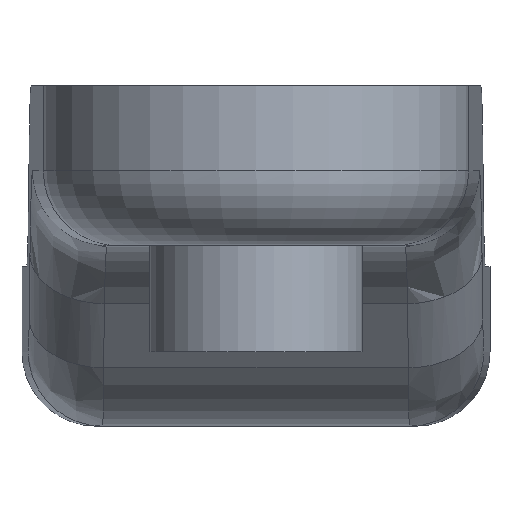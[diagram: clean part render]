
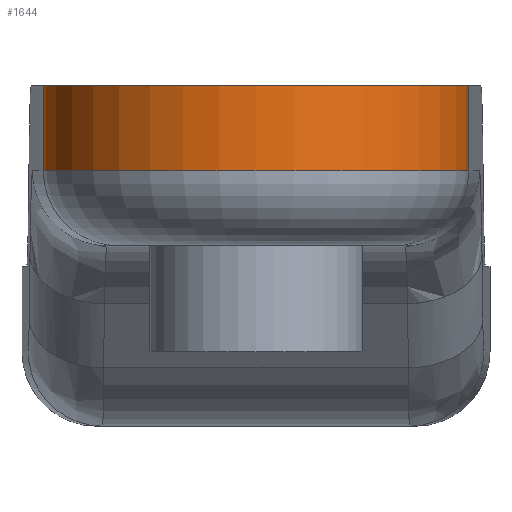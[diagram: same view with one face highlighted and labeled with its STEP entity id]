
A CAD part, left-side view. The second image highlights one B-rep face of the part: STEP entity #1644.
In plain terms, the highlighted cylindrical face has radius 10 mm (diameter 20 mm), a partial arc.
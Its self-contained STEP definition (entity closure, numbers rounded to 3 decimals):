
#192 = TOROIDAL_SURFACE('',#193,6.5,3.5);
#193 = AXIS2_PLACEMENT_3D('',#194,#195,#196);
#194 = CARTESIAN_POINT('',(0.,0.,-14.));
#195 = DIRECTION('',(0.,0.,-1.));
#196 = DIRECTION('',(0.,-1.,0.));
#508 = VERTEX_POINT('',#509);
#509 = CARTESIAN_POINT('',(0.,-10.,-14.));
#543 = PLANE('',#544);
#544 = AXIS2_PLACEMENT_3D('',#545,#546,#547);
#545 = CARTESIAN_POINT('',(69.843,-10.999,-10.));
#546 = DIRECTION('',(0.014,1.,0.));
#547 = DIRECTION('',(-1.,0.014,-0.));
#559 = VERTEX_POINT('',#560);
#560 = CARTESIAN_POINT('',(0.,10.,-14.));
#637 = PLANE('',#638);
#638 = AXIS2_PLACEMENT_3D('',#639,#640,#641);
#639 = CARTESIAN_POINT('',(0.,10.,-10.));
#640 = DIRECTION('',(0.014,-1.,0.));
#641 = DIRECTION('',(1.,0.014,0.));
#653 = EDGE_CURVE('',#508,#559,#654,.T.);
#654 = SURFACE_CURVE('',#655,(#660,#667),.PCURVE_S1.);
#655 = CIRCLE('',#656,10.);
#656 = AXIS2_PLACEMENT_3D('',#657,#658,#659);
#657 = CARTESIAN_POINT('',(0.,0.,-14.));
#658 = DIRECTION('',(0.,0.,-1.));
#659 = DIRECTION('',(0.,-1.,0.));
#660 = PCURVE('',#192,#661);
#661 = DEFINITIONAL_REPRESENTATION('',(#662),#666);
#662 = LINE('',#663,#664);
#663 = CARTESIAN_POINT('',(0.,0.));
#664 = VECTOR('',#665,1.);
#665 = DIRECTION('',(1.,0.));
#666 = ( GEOMETRIC_REPRESENTATION_CONTEXT(2) 
PARAMETRIC_REPRESENTATION_CONTEXT() REPRESENTATION_CONTEXT('2D SPACE',''
  ) );
#667 = PCURVE('',#668,#673);
#668 = CYLINDRICAL_SURFACE('',#669,10.);
#669 = AXIS2_PLACEMENT_3D('',#670,#671,#672);
#670 = CARTESIAN_POINT('',(0.,0.,-10.));
#671 = DIRECTION('',(-0.,0.,1.));
#672 = DIRECTION('',(1.,0.,0.));
#673 = DEFINITIONAL_REPRESENTATION('',(#674),#678);
#674 = LINE('',#675,#676);
#675 = CARTESIAN_POINT('',(-1.571,-4.));
#676 = VECTOR('',#677,1.);
#677 = DIRECTION('',(-1.,0.));
#678 = ( GEOMETRIC_REPRESENTATION_CONTEXT(2) 
PARAMETRIC_REPRESENTATION_CONTEXT() REPRESENTATION_CONTEXT('2D SPACE',''
  ) );
#702 = PLANE('',#703);
#703 = AXIS2_PLACEMENT_3D('',#704,#705,#706);
#704 = CARTESIAN_POINT('',(17.329,0.,-10.));
#705 = DIRECTION('',(0.,0.,1.));
#706 = DIRECTION('',(0.,1.,0.));
#997 = EDGE_CURVE('',#998,#508,#1000,.T.);
#998 = VERTEX_POINT('',#999);
#999 = CARTESIAN_POINT('',(0.,-10.,-10.));
#1000 = SURFACE_CURVE('',#1001,(#1005,#1012),.PCURVE_S1.);
#1001 = LINE('',#1002,#1003);
#1002 = CARTESIAN_POINT('',(0.,-10.,-10.));
#1003 = VECTOR('',#1004,1.);
#1004 = DIRECTION('',(0.,0.,-1.));
#1005 = PCURVE('',#543,#1006);
#1006 = DEFINITIONAL_REPRESENTATION('',(#1007),#1011);
#1007 = LINE('',#1008,#1009);
#1008 = CARTESIAN_POINT('',(69.85,-0.));
#1009 = VECTOR('',#1010,1.);
#1010 = DIRECTION('',(0.,-1.));
#1011 = ( GEOMETRIC_REPRESENTATION_CONTEXT(2) 
PARAMETRIC_REPRESENTATION_CONTEXT() REPRESENTATION_CONTEXT('2D SPACE',''
  ) );
#1012 = PCURVE('',#668,#1013);
#1013 = DEFINITIONAL_REPRESENTATION('',(#1014),#1018);
#1014 = LINE('',#1015,#1016);
#1015 = CARTESIAN_POINT('',(-1.571,0.));
#1016 = VECTOR('',#1017,1.);
#1017 = DIRECTION('',(-0.,-1.));
#1018 = ( GEOMETRIC_REPRESENTATION_CONTEXT(2) 
PARAMETRIC_REPRESENTATION_CONTEXT() REPRESENTATION_CONTEXT('2D SPACE',''
  ) );
#1463 = VERTEX_POINT('',#1464);
#1464 = CARTESIAN_POINT('',(0.,10.,-10.));
#1485 = EDGE_CURVE('',#1463,#559,#1486,.T.);
#1486 = SURFACE_CURVE('',#1487,(#1491,#1498),.PCURVE_S1.);
#1487 = LINE('',#1488,#1489);
#1488 = CARTESIAN_POINT('',(0.,10.,-10.));
#1489 = VECTOR('',#1490,1.);
#1490 = DIRECTION('',(0.,0.,-1.));
#1491 = PCURVE('',#637,#1492);
#1492 = DEFINITIONAL_REPRESENTATION('',(#1493),#1497);
#1493 = LINE('',#1494,#1495);
#1494 = CARTESIAN_POINT('',(0.,0.));
#1495 = VECTOR('',#1496,1.);
#1496 = DIRECTION('',(0.,-1.));
#1497 = ( GEOMETRIC_REPRESENTATION_CONTEXT(2) 
PARAMETRIC_REPRESENTATION_CONTEXT() REPRESENTATION_CONTEXT('2D SPACE',''
  ) );
#1498 = PCURVE('',#668,#1499);
#1499 = DEFINITIONAL_REPRESENTATION('',(#1500),#1504);
#1500 = LINE('',#1501,#1502);
#1501 = CARTESIAN_POINT('',(-4.712,0.));
#1502 = VECTOR('',#1503,1.);
#1503 = DIRECTION('',(-0.,-1.));
#1504 = ( GEOMETRIC_REPRESENTATION_CONTEXT(2) 
PARAMETRIC_REPRESENTATION_CONTEXT() REPRESENTATION_CONTEXT('2D SPACE',''
  ) );
#1644 = ADVANCED_FACE('',(#1645),#668,.T.);
#1645 = FACE_BOUND('',#1646,.F.);
#1646 = EDGE_LOOP('',(#1647,#1648,#1674,#1675));
#1647 = ORIENTED_EDGE('',*,*,#1485,.F.);
#1648 = ORIENTED_EDGE('',*,*,#1649,.F.);
#1649 = EDGE_CURVE('',#998,#1463,#1650,.T.);
#1650 = SURFACE_CURVE('',#1651,(#1656,#1663),.PCURVE_S1.);
#1651 = CIRCLE('',#1652,10.);
#1652 = AXIS2_PLACEMENT_3D('',#1653,#1654,#1655);
#1653 = CARTESIAN_POINT('',(0.,0.,-10.));
#1654 = DIRECTION('',(0.,0.,-1.));
#1655 = DIRECTION('',(1.,0.,0.));
#1656 = PCURVE('',#668,#1657);
#1657 = DEFINITIONAL_REPRESENTATION('',(#1658),#1662);
#1658 = LINE('',#1659,#1660);
#1659 = CARTESIAN_POINT('',(-0.,0.));
#1660 = VECTOR('',#1661,1.);
#1661 = DIRECTION('',(-1.,0.));
#1662 = ( GEOMETRIC_REPRESENTATION_CONTEXT(2) 
PARAMETRIC_REPRESENTATION_CONTEXT() REPRESENTATION_CONTEXT('2D SPACE',''
  ) );
#1663 = PCURVE('',#702,#1664);
#1664 = DEFINITIONAL_REPRESENTATION('',(#1665),#1673);
#1665 = ( BOUNDED_CURVE() B_SPLINE_CURVE(2,(#1666,#1667,#1668,#1669,
#1670,#1671,#1672),.UNSPECIFIED.,.F.,.F.) B_SPLINE_CURVE_WITH_KNOTS((1,2
    ,2,2,2,1),(-2.094,0.,2.094,4.189,
6.283,8.378),.UNSPECIFIED.) CURVE() 
GEOMETRIC_REPRESENTATION_ITEM() RATIONAL_B_SPLINE_CURVE((1.,0.5,1.,0.5,
1.,0.5,1.)) REPRESENTATION_ITEM('') );
#1666 = CARTESIAN_POINT('',(0.,7.329));
#1667 = CARTESIAN_POINT('',(-17.321,7.329));
#1668 = CARTESIAN_POINT('',(-8.66,22.329));
#1669 = CARTESIAN_POINT('',(0.,37.329));
#1670 = CARTESIAN_POINT('',(8.66,22.329));
#1671 = CARTESIAN_POINT('',(17.321,7.329));
#1672 = CARTESIAN_POINT('',(0.,7.329));
#1673 = ( GEOMETRIC_REPRESENTATION_CONTEXT(2) 
PARAMETRIC_REPRESENTATION_CONTEXT() REPRESENTATION_CONTEXT('2D SPACE',''
  ) );
#1674 = ORIENTED_EDGE('',*,*,#997,.T.);
#1675 = ORIENTED_EDGE('',*,*,#653,.T.);
